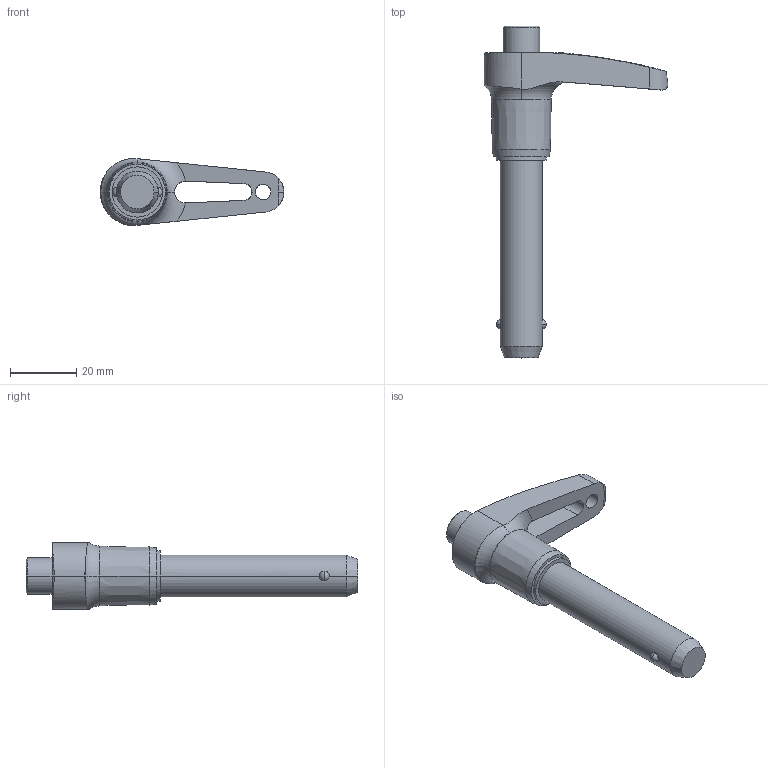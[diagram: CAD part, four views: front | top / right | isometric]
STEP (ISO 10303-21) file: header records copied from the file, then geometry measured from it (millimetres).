
FILE_DESCRIPTION(('STEP AP214'),'1');
FILE_NAME('EH_4212_F19_.stp','2017-01-30T14:33:06',('TraceParts'),('TraceParts S.A.'),'Spatial InterOp 3D',' ',' ');
FILE_SCHEMA(('automotive_design'));
Length unit declared in the file: millimetre
Products named in the file (1): 1
Bounding box: 55.66 x 100.58 x 20.31 mm (x, y, z)
Volume: 20369.8 mm3; surface area: 7109.4 mm2
Topology: 1 solids, 1 shells, 62 faces, 157 edges, 98 vertices
Faces by surface type: torus 18, cylinder 18, plane 12, cone 10, sphere 4
Entity records: 3148 total; most frequent: CARTESIAN_POINT 1181, ORIENTED_EDGE 314, DIRECTION 302, EDGE_CURVE 157, AXIS2_PLACEMENT_3D 133, VERTEX_POINT 98, CIRCLE 70, EDGE_LOOP 67
